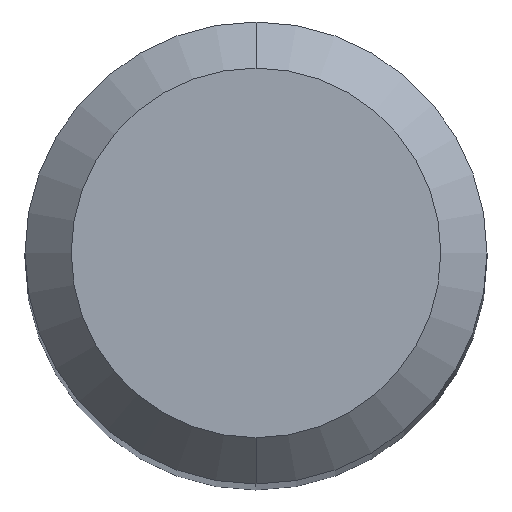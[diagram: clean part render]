
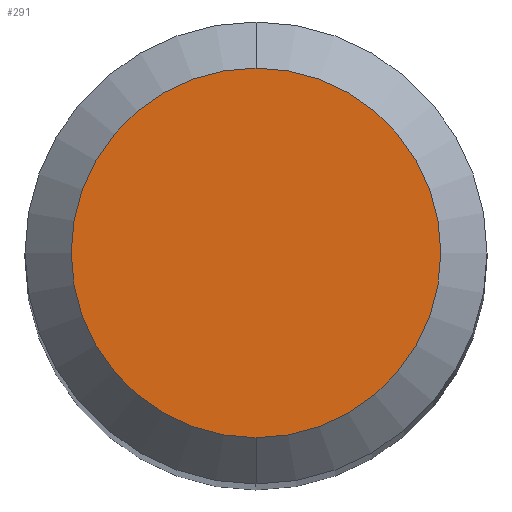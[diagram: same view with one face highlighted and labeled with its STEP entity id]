
A CAD part, top view. The second image highlights one B-rep face of the part: STEP entity #291.
In plain terms, the highlighted planar face has unit normal (0, 0, 1).
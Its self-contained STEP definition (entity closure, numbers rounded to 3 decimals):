
#11 = CARTESIAN_POINT ( 'NONE',  ( 0., -2.4, 57. ) ) ;
#15 = DIRECTION ( 'NONE',  ( 0., 0., 1. ) ) ;
#30 = CIRCLE ( 'NONE', #113, 2.4 ) ;
#66 = EDGE_LOOP ( 'NONE', ( #151, #311 ) ) ;
#89 = PLANE ( 'NONE',  #228 ) ;
#91 = DIRECTION ( 'NONE',  ( 0., 0., 1. ) ) ;
#113 = AXIS2_PLACEMENT_3D ( 'NONE', #211, #229, #323 ) ;
#128 = DIRECTION ( 'NONE',  ( 0., -1., 0. ) ) ;
#139 = AXIS2_PLACEMENT_3D ( 'NONE', #185, #15, #128 ) ;
#151 = ORIENTED_EDGE ( 'NONE', *, *, #174, .T. ) ;
#174 = EDGE_CURVE ( 'NONE', #287, #312, #30, .T. ) ;
#185 = CARTESIAN_POINT ( 'NONE',  ( 0., 0., 57. ) ) ;
#211 = CARTESIAN_POINT ( 'NONE',  ( 0., 0., 57. ) ) ;
#214 = DIRECTION ( 'NONE',  ( 0., -1., 0. ) ) ;
#227 = CARTESIAN_POINT ( 'NONE',  ( 0., 2.4, 57. ) ) ;
#228 = AXIS2_PLACEMENT_3D ( 'NONE', #321, #91, #214 ) ;
#229 = DIRECTION ( 'NONE',  ( 0., 0., 1. ) ) ;
#281 = CIRCLE ( 'NONE', #139, 2.4 ) ;
#287 = VERTEX_POINT ( 'NONE', #227 ) ;
#290 = EDGE_CURVE ( 'NONE', #312, #287, #281, .T. ) ;
#291 = ADVANCED_FACE ( 'NONE', ( #319 ), #89, .T. ) ;
#311 = ORIENTED_EDGE ( 'NONE', *, *, #290, .T. ) ;
#312 = VERTEX_POINT ( 'NONE', #11 ) ;
#319 = FACE_OUTER_BOUND ( 'NONE', #66, .T. ) ;
#321 = CARTESIAN_POINT ( 'NONE',  ( 0., 0., 57. ) ) ;
#323 = DIRECTION ( 'NONE',  ( 0., -1., 0. ) ) ;
